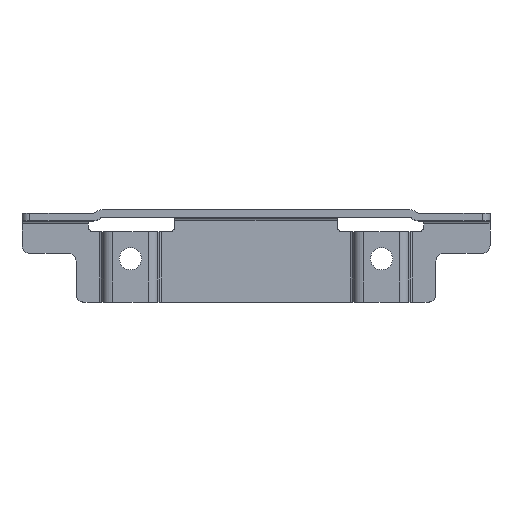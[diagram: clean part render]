
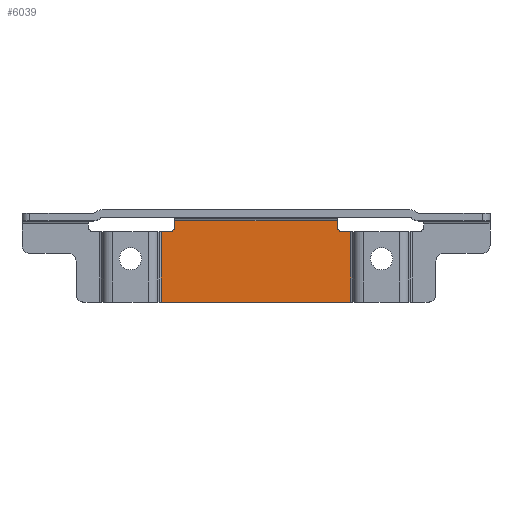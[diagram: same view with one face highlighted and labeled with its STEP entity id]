
A CAD part, top view. The second image highlights one B-rep face of the part: STEP entity #6039.
In plain terms, the highlighted planar face has unit normal (0, 0, 1).
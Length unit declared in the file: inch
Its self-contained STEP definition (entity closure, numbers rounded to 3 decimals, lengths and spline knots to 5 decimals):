
#385=PLANE('',#6393);
#679=FACE_OUTER_BOUND('',#1017,.T.);
#1017=EDGE_LOOP('',(#5446,#5447,#5448,#5449,#5450,#5451,#5452,#5453,#5454,
#5455));
#1149=LINE('',#8091,#1825);
#1162=LINE('',#8134,#1838);
#1176=LINE('',#8172,#1852);
#1664=LINE('',#10086,#2340);
#1671=LINE('',#10106,#2347);
#1677=LINE('',#10124,#2353);
#1678=LINE('',#10126,#2354);
#1679=LINE('',#10129,#2355);
#1825=VECTOR('',#6659,0.3937);
#1838=VECTOR('',#6696,0.3937);
#1852=VECTOR('',#6734,0.3937);
#2340=VECTOR('',#7604,0.3937);
#2347=VECTOR('',#7629,0.3937);
#2353=VECTOR('',#7653,0.3937);
#2354=VECTOR('',#7654,0.3937);
#2355=VECTOR('',#7657,0.3937);
#2491=CIRCLE('',#6394,0.06);
#2492=CIRCLE('',#6395,0.06);
#2615=VERTEX_POINT('',#8088);
#2616=VERTEX_POINT('',#8090);
#2633=VERTEX_POINT('',#8131);
#2634=VERTEX_POINT('',#8133);
#2645=VERTEX_POINT('',#8168);
#3048=VERTEX_POINT('',#10082);
#3053=VERTEX_POINT('',#10104);
#3056=VERTEX_POINT('',#10122);
#3057=VERTEX_POINT('',#10125);
#3058=VERTEX_POINT('',#10127);
#3218=EDGE_CURVE('',#2615,#2616,#1149,.T.);
#3239=EDGE_CURVE('',#2634,#2633,#1162,.T.);
#3260=EDGE_CURVE('',#2634,#2645,#1176,.T.);
#3869=EDGE_CURVE('',#2616,#3048,#1664,.T.);
#3879=EDGE_CURVE('',#3053,#2615,#1671,.T.);
#3887=EDGE_CURVE('',#3056,#2633,#2491,.T.);
#3888=EDGE_CURVE('',#3056,#3048,#1677,.T.);
#3889=EDGE_CURVE('',#3053,#3057,#1678,.T.);
#3890=EDGE_CURVE('',#3058,#3057,#2492,.T.);
#3891=EDGE_CURVE('',#3058,#2645,#1679,.T.);
#5446=ORIENTED_EDGE('',*,*,#3260,.F.);
#5447=ORIENTED_EDGE('',*,*,#3239,.T.);
#5448=ORIENTED_EDGE('',*,*,#3887,.F.);
#5449=ORIENTED_EDGE('',*,*,#3888,.T.);
#5450=ORIENTED_EDGE('',*,*,#3869,.F.);
#5451=ORIENTED_EDGE('',*,*,#3218,.F.);
#5452=ORIENTED_EDGE('',*,*,#3879,.F.);
#5453=ORIENTED_EDGE('',*,*,#3889,.T.);
#5454=ORIENTED_EDGE('',*,*,#3890,.F.);
#5455=ORIENTED_EDGE('',*,*,#3891,.T.);
#6039=ADVANCED_FACE('',(#679),#385,.T.);
#6393=AXIS2_PLACEMENT_3D('',#10121,#7649,#7650);
#6394=AXIS2_PLACEMENT_3D('',#10123,#7651,#7652);
#6395=AXIS2_PLACEMENT_3D('',#10128,#7655,#7656);
#6659=DIRECTION('',(-1.,0.,0.));
#6696=DIRECTION('',(0.,-1.,0.));
#6734=DIRECTION('',(1.,0.,0.));
#7604=DIRECTION('',(0.,1.,0.));
#7629=DIRECTION('',(0.,-1.,0.));
#7649=DIRECTION('center_axis',(0.,0.,1.));
#7650=DIRECTION('ref_axis',(1.,0.,0.));
#7651=DIRECTION('center_axis',(0.,0.,1.));
#7652=DIRECTION('ref_axis',(0.707,-0.707,0.));
#7653=DIRECTION('',(-1.,0.,0.));
#7654=DIRECTION('',(-1.,0.,0.));
#7655=DIRECTION('center_axis',(0.,0.,1.));
#7656=DIRECTION('ref_axis',(-0.707,-0.707,0.));
#7657=DIRECTION('',(0.,1.,0.));
#8088=CARTESIAN_POINT('',(1.09236,-1.0625,0.09));
#8090=CARTESIAN_POINT('',(-1.09236,-1.0625,0.09));
#8091=CARTESIAN_POINT('',(2.703,-1.0625,0.09));
#8131=CARTESIAN_POINT('',(-0.9375,-0.19,0.09));
#8133=CARTESIAN_POINT('',(-0.9375,-0.12,0.09));
#8134=CARTESIAN_POINT('',(-0.9375,-0.26563,0.09));
#8168=CARTESIAN_POINT('',(0.9375,-0.12,0.09));
#8172=CARTESIAN_POINT('',(-1.3515,-0.12,0.09));
#10082=CARTESIAN_POINT('',(-1.09236,-0.25,0.09));
#10086=CARTESIAN_POINT('',(-1.09236,-0.39063,0.09));
#10104=CARTESIAN_POINT('',(1.09236,-0.25,0.09));
#10106=CARTESIAN_POINT('',(1.09236,-0.79688,0.09));
#10121=CARTESIAN_POINT('Origin',(0.,-0.53125,0.09));
#10122=CARTESIAN_POINT('',(-0.9975,-0.25,0.09));
#10123=CARTESIAN_POINT('Origin',(-0.9975,-0.19,0.09));
#10124=CARTESIAN_POINT('',(-0.71875,-0.25,0.09));
#10125=CARTESIAN_POINT('',(0.9975,-0.25,0.09));
#10126=CARTESIAN_POINT('',(0.71875,-0.25,0.09));
#10127=CARTESIAN_POINT('',(0.9375,-0.19,0.09));
#10128=CARTESIAN_POINT('Origin',(0.9975,-0.19,0.09));
#10129=CARTESIAN_POINT('',(0.9375,-0.26563,0.09));
